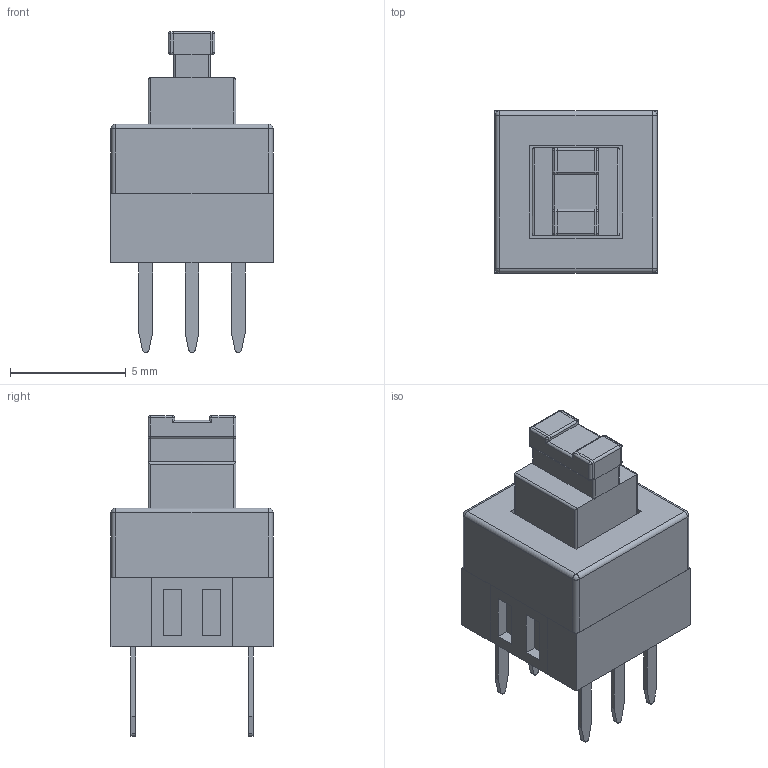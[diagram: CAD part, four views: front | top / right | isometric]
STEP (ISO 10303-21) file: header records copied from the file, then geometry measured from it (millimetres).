
FILE_DESCRIPTION(('FreeCAD Model'),'2;1');
FILE_NAME('Open CASCADE Shape Model','2022-06-21T22:55:20',( 'kicad StepUp'),('ksu MCAD'),'Open CASCADE STEP processor 7.5', 'FreeCAD','Unknown');
FILE_SCHEMA(('AUTOMOTIVE_DESIGN { 1 0 10303 214 1 1 1 1 }'));
Length unit declared in the file: millimetre
Products named in the file (5): Interlocking_Switch_6-pin_7x7mm; Body; Body001; Body002; Body003
Assembly tree (4 placements, depth 2):
  Interlocking_Switch_6-pin_7x7mm
    Body
    Body001
    Body002
    Body003
Bounding box: 7 x 7 x 13.87 mm (x, y, z)
Volume: 331.4 mm3; surface area: 585.3 mm2
Topology: 9 solids, 9 shells, 203 faces, 476 edges, 276 vertices
Faces by surface type: plane 125, cylinder 58, sphere 16, bspline 4
Entity records: 7850 total; most frequent: CARTESIAN_POINT 3140, DIRECTION 944, ORIENTED_EDGE 920, EDGE_CURVE 460, LINE 360, VECTOR 360, AXIS2_PLACEMENT_3D 292, VERTEX_POINT 276
